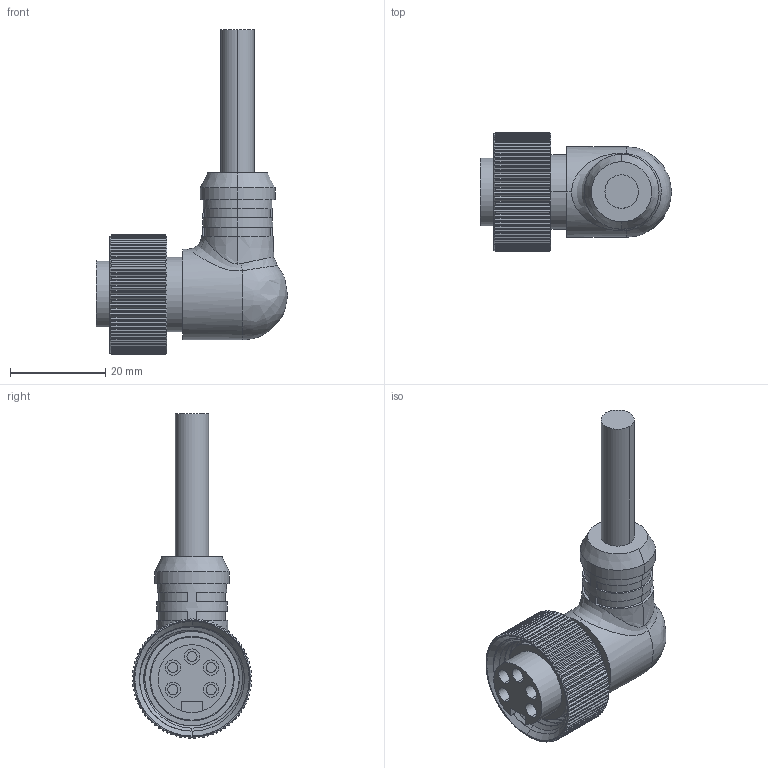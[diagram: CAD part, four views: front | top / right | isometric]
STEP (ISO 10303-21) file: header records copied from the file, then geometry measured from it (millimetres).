
FILE_DESCRIPTION (( 'STEP AP203' ), '1' );
FILE_NAME ('P332.STEP', '2020-04-15T05:48:21', ( 'edpusr' ), ( 'Microsoft' ), 'SwSTEP 2.0', 'SolidWorks 2015', '' );
FILE_SCHEMA (( 'CONFIG_CONTROL_DESIGN' ));
Length unit declared in the file: millimetre
Products named in the file (1): P332
Bounding box: 40.1 x 24.99 x 68 mm (x, y, z)
Volume: 14420.5 mm3; surface area: 8984.5 mm2
Topology: 2 solids, 2 shells, 343 faces, 969 edges, 641 vertices
Faces by surface type: plane 198, cylinder 122, cone 16, bspline 7
Entity records: 13701 total; most frequent: CARTESIAN_POINT 5189, ORIENTED_EDGE 1936, DIRECTION 1563, EDGE_CURVE 968, VERTEX_POINT 641, AXIS2_PLACEMENT_3D 615, EDGE_LOOP 365, B_SPLINE_CURVE_WITH_KNOTS 353
